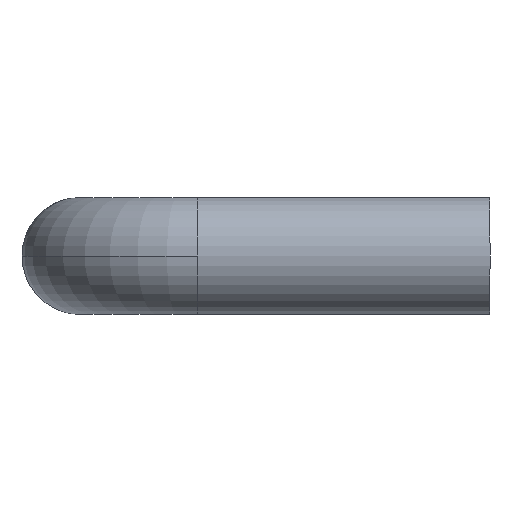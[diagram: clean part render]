
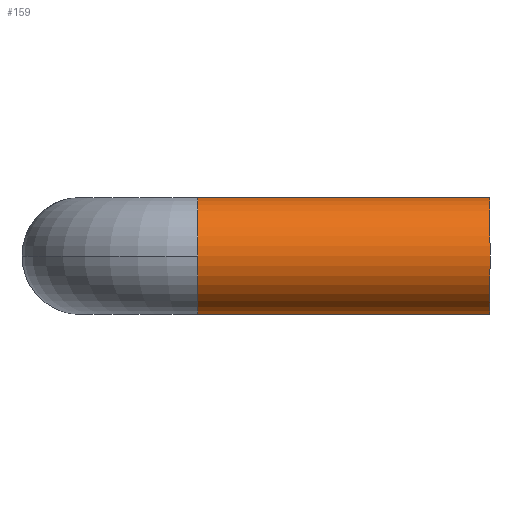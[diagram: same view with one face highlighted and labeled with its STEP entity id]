
A CAD part, left-side view. The second image highlights one B-rep face of the part: STEP entity #159.
In plain terms, the highlighted cylindrical face has radius 5 mm (diameter 10 mm), a partial arc.
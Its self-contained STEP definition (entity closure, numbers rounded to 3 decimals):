
#159 = ADVANCED_FACE ( 'NONE', ( #26673 ), #28154, .T. ) ;
#2885 = VECTOR ( 'NONE', #8749, 1000. ) ;
#3537 = EDGE_CURVE ( 'NONE', #18100, #22132, #29253, .T. ) ;
#4598 = ORIENTED_EDGE ( 'NONE', *, *, #20708, .F. ) ;
#5288 = DIRECTION ( 'NONE',  ( 0., -1., 0. ) ) ;
#6104 = VERTEX_POINT ( 'NONE', #18662 ) ;
#6204 = CIRCLE ( 'NONE', #12679, 5. ) ;
#7032 = EDGE_CURVE ( 'NONE', #13203, #17186, #6204, .T. ) ;
#7098 = ORIENTED_EDGE ( 'NONE', *, *, #9107, .T. ) ;
#8749 = DIRECTION ( 'NONE',  ( 0., -1., 0. ) ) ;
#9107 = EDGE_CURVE ( 'NONE', #17186, #6104, #9418, .T. ) ;
#9418 = LINE ( 'NONE', #30257, #17079 ) ;
#9985 = CARTESIAN_POINT ( 'NONE',  ( -5., 25., 0. ) ) ;
#10836 = CARTESIAN_POINT ( 'NONE',  ( 0., 0., 0. ) ) ;
#10919 = AXIS2_PLACEMENT_3D ( 'NONE', #25328, #18256, #20403 ) ;
#11512 = CIRCLE ( 'NONE', #10919, 5. ) ;
#12679 = AXIS2_PLACEMENT_3D ( 'NONE', #19224, #5288, #18919 ) ;
#13196 = DIRECTION ( 'NONE',  ( 0., 0., 1. ) ) ;
#13203 = VERTEX_POINT ( 'NONE', #9985 ) ;
#13259 = AXIS2_PLACEMENT_3D ( 'NONE', #10836, #27202, #13196 ) ;
#14975 = ORIENTED_EDGE ( 'NONE', *, *, #7032, .T. ) ;
#16470 = CIRCLE ( 'NONE', #13259, 5. ) ;
#16661 = CARTESIAN_POINT ( 'NONE',  ( 0., 25., 0. ) ) ;
#17079 = VECTOR ( 'NONE', #25540, 1000. ) ;
#17186 = VERTEX_POINT ( 'NONE', #29868 ) ;
#18100 = VERTEX_POINT ( 'NONE', #27706 ) ;
#18256 = DIRECTION ( 'NONE',  ( 0., -1., 0. ) ) ;
#18409 = ORIENTED_EDGE ( 'NONE', *, *, #3537, .F. ) ;
#18662 = CARTESIAN_POINT ( 'NONE',  ( 0., 0., -5. ) ) ;
#18919 = DIRECTION ( 'NONE',  ( 0., 0., 1. ) ) ;
#19224 = CARTESIAN_POINT ( 'NONE',  ( 0., 25., 0. ) ) ;
#20297 = EDGE_LOOP ( 'NONE', ( #18409, #28028, #14975, #7098, #4598 ) ) ;
#20403 = DIRECTION ( 'NONE',  ( 0., 0., 1. ) ) ;
#20708 = EDGE_CURVE ( 'NONE', #22132, #6104, #16470, .T. ) ;
#22132 = VERTEX_POINT ( 'NONE', #26905 ) ;
#24053 = EDGE_CURVE ( 'NONE', #18100, #13203, #11512, .T. ) ;
#25328 = CARTESIAN_POINT ( 'NONE',  ( 0., 25., 0. ) ) ;
#25540 = DIRECTION ( 'NONE',  ( 0., -1., 0. ) ) ;
#25558 = AXIS2_PLACEMENT_3D ( 'NONE', #16661, #26065, #28549 ) ;
#26065 = DIRECTION ( 'NONE',  ( 0., -1., 0. ) ) ;
#26608 = CARTESIAN_POINT ( 'NONE',  ( 0., 25., 5. ) ) ;
#26673 = FACE_OUTER_BOUND ( 'NONE', #20297, .T. ) ;
#26905 = CARTESIAN_POINT ( 'NONE',  ( 0., 0., 5. ) ) ;
#27202 = DIRECTION ( 'NONE',  ( 0., -1., 0. ) ) ;
#27706 = CARTESIAN_POINT ( 'NONE',  ( 0., 25., 5. ) ) ;
#28028 = ORIENTED_EDGE ( 'NONE', *, *, #24053, .T. ) ;
#28154 = CYLINDRICAL_SURFACE ( 'NONE', #25558, 5. ) ;
#28549 = DIRECTION ( 'NONE',  ( 0., 0., -1. ) ) ;
#29253 = LINE ( 'NONE', #26608, #2885 ) ;
#29868 = CARTESIAN_POINT ( 'NONE',  ( 0., 25., -5. ) ) ;
#30257 = CARTESIAN_POINT ( 'NONE',  ( 0., 25., -5. ) ) ;
